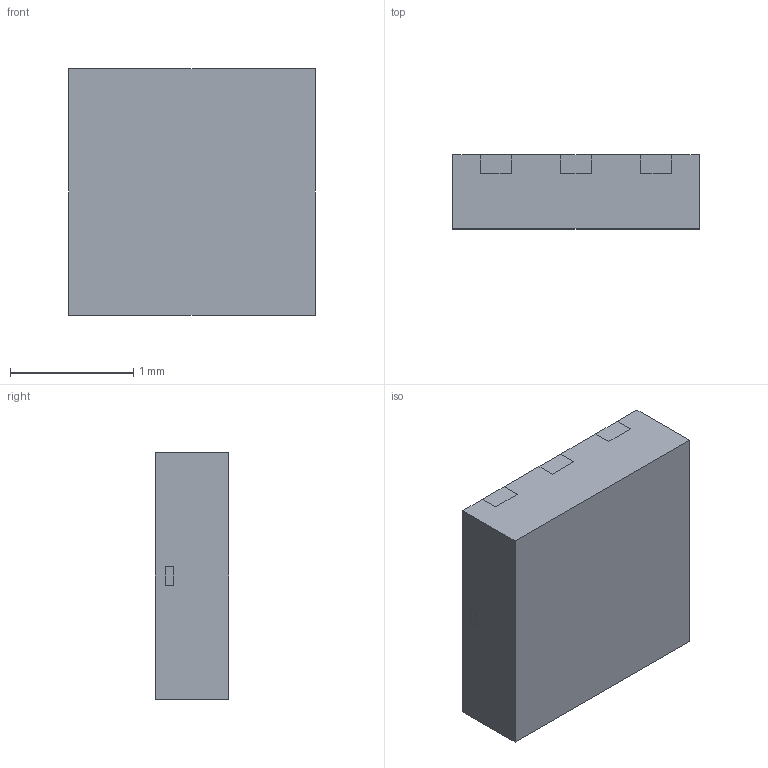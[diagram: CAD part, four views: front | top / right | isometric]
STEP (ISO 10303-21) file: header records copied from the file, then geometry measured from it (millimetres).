
FILE_DESCRIPTION(/* description */ ('Unknown'),/* implementation_level */ '2;1');
FILE_NAME(/* name */ 'DFN2020-6',/* time_stamp */ '2018-01-30T15:07:47+08:00',/* author */ ('Unknown'),/* organization */ ('Unknown'),/* preprocessor_version */ 'ST-DEVELOPER v16.7',/* originating_system */ 'DEX',/* authorisation */ $);
FILE_SCHEMA (('AUTOMOTIVE_DESIGN {1 0 10303 214 3 1 1}'));
Length unit declared in the file: millimetre
Products named in the file (3): SLP2020P6; SLP2020P6-LF; SOT23-QFN-Compound
Assembly tree (2 placements, depth 2):
  SLP2020P6
    SLP2020P6-LF
    SOT23-QFN-Compound
Bounding box: 2 x 0.6 x 2 mm (x, y, z)
Volume: 2.4 mm3; surface area: 23.2 mm2
Topology: 7 solids, 7 shells, 212 faces, 600 edges, 400 vertices
Faces by surface type: plane 160, cylinder 52
Entity records: 6937 total; most frequent: CARTESIAN_POINT 1215, ORIENTED_EDGE 1200, DIRECTION 1134, EDGE_CURVE 600, LINE 496, VECTOR 496, VERTEX_POINT 400, AXIS2_PLACEMENT_3D 319
